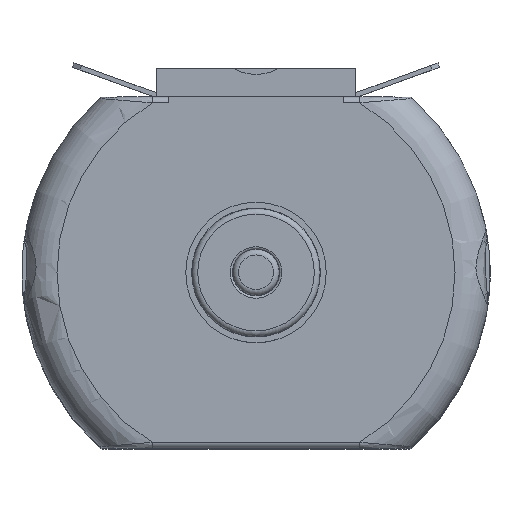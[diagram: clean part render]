
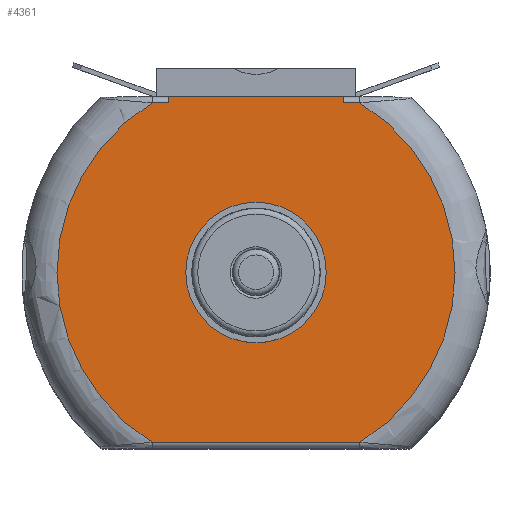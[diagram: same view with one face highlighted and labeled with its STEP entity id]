
A CAD part, top view. The second image highlights one B-rep face of the part: STEP entity #4361.
In plain terms, the highlighted planar face has unit normal (0, 0, 1).
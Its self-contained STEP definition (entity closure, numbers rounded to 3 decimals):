
#166=FACE_BOUND('',#752,.T.);
#229=PLANE('',#4640);
#511=FACE_OUTER_BOUND('',#751,.T.);
#751=EDGE_LOOP('',(#3251,#3252,#3253,#3254,#3255,#3256,#3257,#3258));
#752=EDGE_LOOP('',(#3259));
#1093=LINE('',#6535,#1456);
#1094=LINE('',#6539,#1457);
#1095=LINE('',#6541,#1458);
#1096=LINE('',#6543,#1459);
#1097=LINE('',#6547,#1460);
#1098=LINE('',#6550,#1461);
#1456=VECTOR('',#5282,10.);
#1457=VECTOR('',#5287,10.);
#1458=VECTOR('',#5288,10.);
#1459=VECTOR('',#5289,10.);
#1460=VECTOR('',#5292,10.);
#1461=VECTOR('',#5295,10.);
#1682=CIRCLE('',#4641,8.5);
#1683=CIRCLE('',#4642,8.5);
#1684=CIRCLE('',#4643,3.);
#1963=VERTEX_POINT('',#6532);
#1964=VERTEX_POINT('',#6534);
#1965=VERTEX_POINT('',#6538);
#1966=VERTEX_POINT('',#6540);
#1967=VERTEX_POINT('',#6542);
#1968=VERTEX_POINT('',#6544);
#1969=VERTEX_POINT('',#6546);
#1970=VERTEX_POINT('',#6548);
#1971=VERTEX_POINT('',#6551);
#2453=EDGE_CURVE('',#1964,#1963,#1093,.T.);
#2455=EDGE_CURVE('',#1963,#1965,#1094,.T.);
#2456=EDGE_CURVE('',#1965,#1966,#1095,.T.);
#2457=EDGE_CURVE('',#1967,#1966,#1096,.T.);
#2458=EDGE_CURVE('',#1968,#1967,#1682,.T.);
#2459=EDGE_CURVE('',#1969,#1968,#1097,.T.);
#2460=EDGE_CURVE('',#1970,#1969,#1683,.T.);
#2461=EDGE_CURVE('',#1964,#1970,#1098,.T.);
#2462=EDGE_CURVE('',#1971,#1971,#1684,.T.);
#3251=ORIENTED_EDGE('',*,*,#2455,.T.);
#3252=ORIENTED_EDGE('',*,*,#2456,.T.);
#3253=ORIENTED_EDGE('',*,*,#2457,.F.);
#3254=ORIENTED_EDGE('',*,*,#2458,.F.);
#3255=ORIENTED_EDGE('',*,*,#2459,.F.);
#3256=ORIENTED_EDGE('',*,*,#2460,.F.);
#3257=ORIENTED_EDGE('',*,*,#2461,.F.);
#3258=ORIENTED_EDGE('',*,*,#2453,.T.);
#3259=ORIENTED_EDGE('',*,*,#2462,.T.);
#4361=ADVANCED_FACE('',(#511,#166),#229,.T.);
#4640=AXIS2_PLACEMENT_3D('',#6537,#5285,#5286);
#4641=AXIS2_PLACEMENT_3D('',#6545,#5290,#5291);
#4642=AXIS2_PLACEMENT_3D('',#6549,#5293,#5294);
#4643=AXIS2_PLACEMENT_3D('',#6552,#5296,#5297);
#5282=DIRECTION('',(0.,1.,0.));
#5285=DIRECTION('center_axis',(0.,0.,1.));
#5286=DIRECTION('ref_axis',(1.,0.,0.));
#5287=DIRECTION('',(-1.,0.,0.));
#5288=DIRECTION('',(0.,-1.,0.));
#5289=DIRECTION('',(1.,0.,0.));
#5290=DIRECTION('center_axis',(0.,0.,-1.));
#5291=DIRECTION('ref_axis',(-0.661,-0.75,0.));
#5292=DIRECTION('',(-1.,0.,0.));
#5293=DIRECTION('center_axis',(0.,0.,-1.));
#5294=DIRECTION('ref_axis',(-0.661,-0.75,0.));
#5295=DIRECTION('',(1.,0.,0.));
#5296=DIRECTION('center_axis',(0.,0.,-1.));
#5297=DIRECTION('ref_axis',(-1.,0.,0.));
#6532=CARTESIAN_POINT('',(3.75,7.5,0.));
#6534=CARTESIAN_POINT('',(3.75,7.25,0.));
#6535=CARTESIAN_POINT('',(3.75,8.497,0.));
#6537=CARTESIAN_POINT('Origin',(0.,8.244,0.));
#6538=CARTESIAN_POINT('',(-3.75,7.5,0.));
#6539=CARTESIAN_POINT('',(1.875,7.5,0.));
#6540=CARTESIAN_POINT('',(-3.75,7.25,0.));
#6541=CARTESIAN_POINT('',(-3.75,7.872,0.));
#6542=CARTESIAN_POINT('',(-4.437,7.25,0.));
#6543=CARTESIAN_POINT('',(3.307,7.25,0.));
#6544=CARTESIAN_POINT('',(-4.437,-7.25,0.));
#6545=CARTESIAN_POINT('Origin',(0.,0.,0.));
#6546=CARTESIAN_POINT('',(4.437,-7.25,0.));
#6547=CARTESIAN_POINT('',(-3.307,-7.25,0.));
#6548=CARTESIAN_POINT('',(4.437,7.25,0.));
#6549=CARTESIAN_POINT('Origin',(0.,0.,0.));
#6550=CARTESIAN_POINT('',(3.307,7.25,0.));
#6551=CARTESIAN_POINT('',(3.,0.,0.));
#6552=CARTESIAN_POINT('Origin',(0.,0.,0.));
